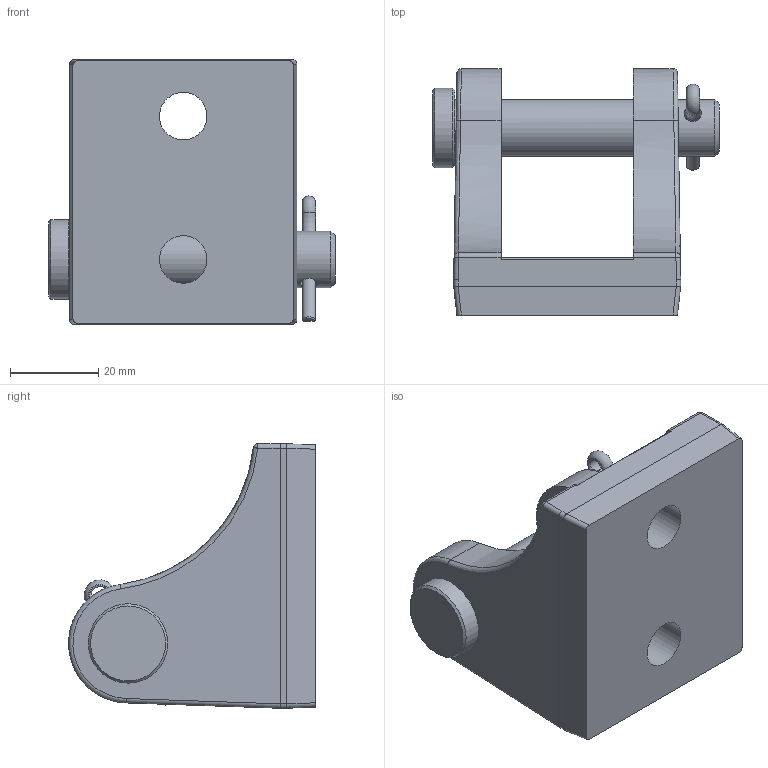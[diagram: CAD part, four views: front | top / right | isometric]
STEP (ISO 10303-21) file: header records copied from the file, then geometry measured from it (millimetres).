
FILE_DESCRIPTION(/* description */ ('Unknown'),/* implementation_level */ '2;1');
FILE_NAME(/* name */ 'DMA Mounting Bracket',/* time_stamp */ '2019-05-03T15:33:10+02:00',/* author */ ('Unknown'),/* organization */ ('Unknown'),/* preprocessor_version */ 'ST-DEVELOPER v16.7',/* originating_system */ 'DEX',/* authorisation */ $);
FILE_SCHEMA (('AUTOMOTIVE_DESIGN {1 0 10303 214 3 1 1}'));
Length unit declared in the file: millimetre
Products named in the file (4): DMA Mounting Bracket; Body; Pin; Bolt
Assembly tree (3 placements, depth 2):
  DMA Mounting Bracket
    Body
    Pin
    Bolt
Bounding box: 65 x 55.99 x 60 mm (x, y, z)
Volume: 72337.6 mm3; surface area: 20036.3 mm2
Topology: 3 solids, 3 shells, 108 faces, 254 edges, 146 vertices
Faces by surface type: cylinder 46, plane 24, torus 17, sphere 10, bspline 6, cone 5
Full cylindrical faces by diameter (mm): 3.9 x1, 10.8 x2, 12.85 x1, 12.9 x2, 18 x1
Entity records: 4047 total; most frequent: CARTESIAN_POINT 1577, DIRECTION 536, ORIENTED_EDGE 454, EDGE_CURVE 227, AXIS2_PLACEMENT_3D 225, VERTEX_POINT 140, EDGE_LOOP 133, FACE_BOUND 133
